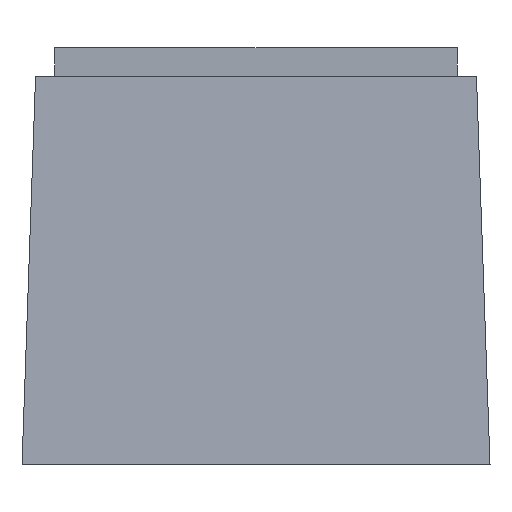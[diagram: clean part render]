
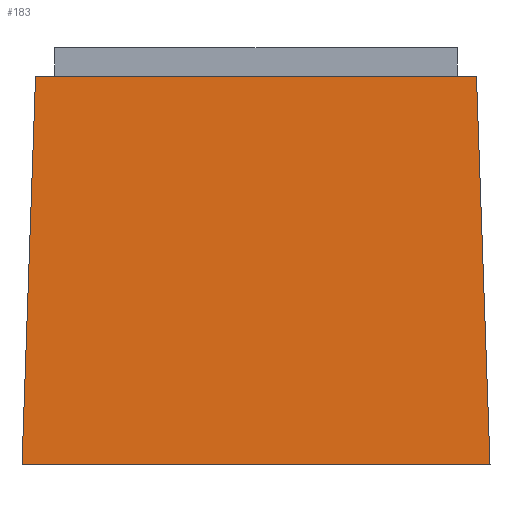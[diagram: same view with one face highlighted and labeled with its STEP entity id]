
A CAD part, left-side view. The second image highlights one B-rep face of the part: STEP entity #183.
In plain terms, the highlighted planar face has unit normal (-0.999, 0, 0.035).
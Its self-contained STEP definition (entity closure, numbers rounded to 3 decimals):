
#183=ADVANCED_FACE('',(#384),#297,.T.);
#297=PLANE('',#2165);
#384=FACE_OUTER_BOUND('',#486,.T.);
#486=EDGE_LOOP('',(#626,#627,#628,#629));
#626=ORIENTED_EDGE('',*,*,#1392,.T.);
#627=ORIENTED_EDGE('',*,*,#1393,.F.);
#628=ORIENTED_EDGE('',*,*,#1394,.F.);
#629=ORIENTED_EDGE('',*,*,#1395,.T.);
#1198=VERTEX_POINT('',#2729);
#1199=VERTEX_POINT('',#2730);
#1200=VERTEX_POINT('',#2732);
#1201=VERTEX_POINT('',#2734);
#1392=EDGE_CURVE('',#1198,#1199,#1678,.T.);
#1393=EDGE_CURVE('',#1200,#1199,#1679,.T.);
#1394=EDGE_CURVE('',#1201,#1200,#1680,.T.);
#1395=EDGE_CURVE('',#1201,#1198,#1681,.T.);
#1678=LINE('',#2728,#1910);
#1679=LINE('',#2731,#1911);
#1680=LINE('',#2733,#1912);
#1681=LINE('',#2735,#1913);
#1910=VECTOR('',#2269,1.);
#1911=VECTOR('',#2270,1.);
#1912=VECTOR('',#2271,1.);
#1913=VECTOR('',#2272,1.);
#2165=AXIS2_PLACEMENT_3D('',#2736,#2273,#2274);
#2269=DIRECTION('',(0.035,0.035,0.999));
#2270=DIRECTION('',(0.,-1.,0.));
#2271=DIRECTION('',(0.035,-0.035,0.999));
#2272=DIRECTION('',(0.,-1.,0.));
#2273=DIRECTION('',(-0.999,0.,0.035));
#2274=DIRECTION('',(0.035,0.,0.999));
#2728=CARTESIAN_POINT('',(-9.8,-9.8,4.286));
#2729=CARTESIAN_POINT('',(-9.95,-9.95,0.));
#2730=CARTESIAN_POINT('',(-9.374,-9.374,16.5));
#2731=CARTESIAN_POINT('',(-9.374,11.,16.5));
#2732=CARTESIAN_POINT('',(-9.374,9.374,16.5));
#2733=CARTESIAN_POINT('',(-9.416,9.416,15.298));
#2734=CARTESIAN_POINT('',(-9.95,9.95,0.));
#2735=CARTESIAN_POINT('',(-9.95,11.,0.));
#2736=CARTESIAN_POINT('',(-9.414,11.,15.353));
